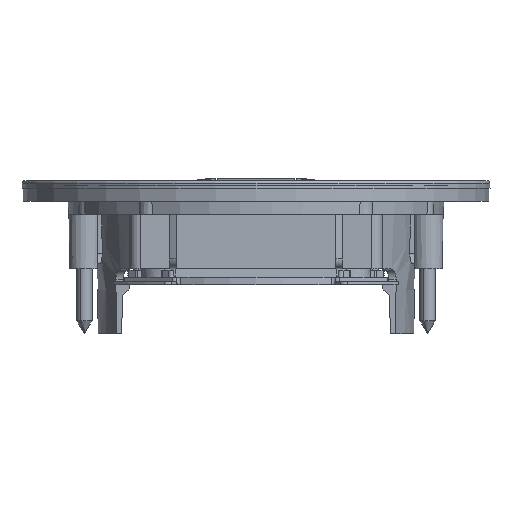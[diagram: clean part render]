
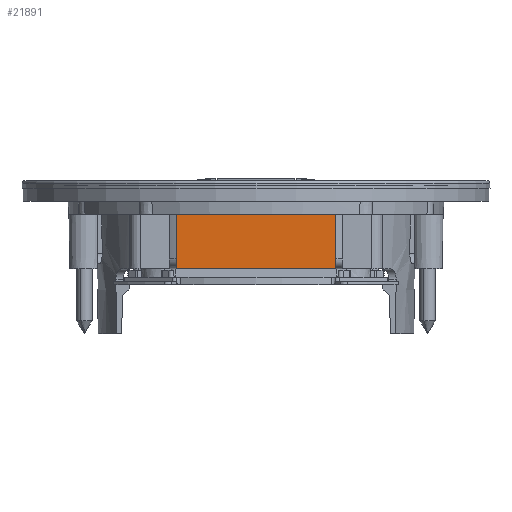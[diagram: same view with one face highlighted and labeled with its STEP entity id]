
A CAD part, front view. The second image highlights one B-rep face of the part: STEP entity #21891.
In plain terms, the highlighted planar face has unit normal (0, -1, -0.009).
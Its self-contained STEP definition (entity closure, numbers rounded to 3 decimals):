
#21185=AXIS2_PLACEMENT_3D('Plane Axis2P3D',#21182,#21183,#21184) ;
#18734=CARTESIAN_POINT('Vertex',(-15.375,-24.25,-15.5)) ;
#18738=CARTESIAN_POINT('Control Point',(-15.262,-24.363,-2.5)) ;
#18739=CARTESIAN_POINT('Control Point',(-15.375,-24.25,-15.5)) ;
#18740=CARTESIAN_POINT('Vertex',(-15.262,-24.363,-2.5)) ;
#20459=CARTESIAN_POINT('Vertex',(15.262,-24.363,-2.5)) ;
#20463=CARTESIAN_POINT('Control Point',(15.262,-24.363,-2.5)) ;
#20464=CARTESIAN_POINT('Control Point',(15.375,-24.25,-15.5)) ;
#20465=CARTESIAN_POINT('Vertex',(15.375,-24.25,-15.5)) ;
#21182=CARTESIAN_POINT('Axis2P3D Location',(0.,-24.25,-15.5)) ;
#21786=CARTESIAN_POINT('Line Origine',(0.,-24.363,-2.5)) ;
#21880=CARTESIAN_POINT('Line Origine',(0.,-24.25,-15.5)) ;
#21183=DIRECTION('Axis2P3D Direction',(0.,-1.,-0.009)) ;
#21184=DIRECTION('Axis2P3D XDirection',(1.,0.,0.)) ;
#21787=DIRECTION('Vector Direction',(1.,0.,0.)) ;
#21881=DIRECTION('Vector Direction',(1.,0.,0.)) ;
#21788=VECTOR('Line Direction',#21787,1.) ;
#21882=VECTOR('Line Direction',#21881,1.) ;
#21886=ORIENTED_EDGE('',*,*,#21884,.F.) ;
#21887=ORIENTED_EDGE('',*,*,#20467,.F.) ;
#21888=ORIENTED_EDGE('',*,*,#21790,.T.) ;
#21889=ORIENTED_EDGE('',*,*,#18742,.T.) ;
#21891=ADVANCED_FACE('Corps de pi\X2\00E8\X0\ce.38',(#21890),#21186,.T.) ;
#18737=B_SPLINE_CURVE_WITH_KNOTS('',1,(#18738,#18739),.UNSPECIFIED.,.F.,.U.,(2,2),(-6.5,6.5),.UNSPECIFIED.) ;
#20462=B_SPLINE_CURVE_WITH_KNOTS('',1,(#20463,#20464),.UNSPECIFIED.,.F.,.U.,(2,2),(-6.5,6.5),.UNSPECIFIED.) ;
#18742=EDGE_CURVE('',#18741,#18735,#18737,.T.) ;
#20467=EDGE_CURVE('',#20460,#20466,#20462,.T.) ;
#21790=EDGE_CURVE('',#20460,#18741,#21789,.F.) ;
#21884=EDGE_CURVE('',#20466,#18735,#21883,.F.) ;
#21885=EDGE_LOOP('',(#21886,#21887,#21888,#21889)) ;
#21890=FACE_OUTER_BOUND('',#21885,.T.) ;
#21789=LINE('Line',#21786,#21788) ;
#21883=LINE('Line',#21880,#21882) ;
#21186=PLANE('',#21185) ;
#18735=VERTEX_POINT('',#18734) ;
#18741=VERTEX_POINT('',#18740) ;
#20460=VERTEX_POINT('',#20459) ;
#20466=VERTEX_POINT('',#20465) ;
